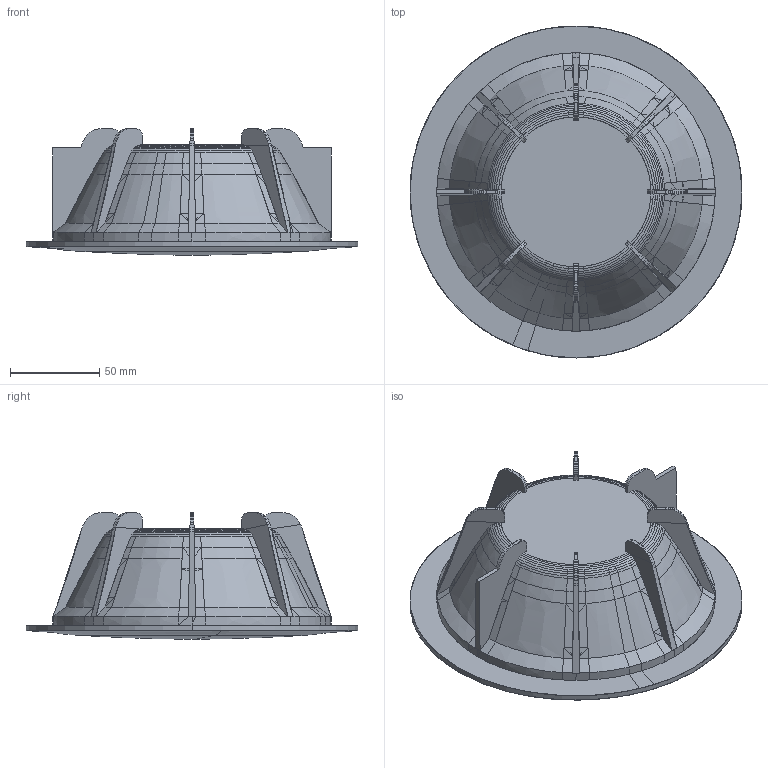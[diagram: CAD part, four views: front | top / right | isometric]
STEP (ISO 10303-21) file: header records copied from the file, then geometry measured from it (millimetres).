
FILE_DESCRIPTION (( 'STEP AP214' ), '1' );
FILE_NAME ('COLIBRI_DL_LED_15_19.STEP', '2018-07-04T08:22:51', ( '' ), ( '' ), 'SwSTEP 2.0', 'SolidWorks 2013', '' );
FILE_SCHEMA (( 'AUTOMOTIVE_DESIGN' ));
Length unit declared in the file: millimetre
Products named in the file (1): COLIBRI_DL_LED_15_19
Bounding box: 186 x 186 x 70.82 mm (x, y, z)
Surface area: 80202.4 mm2 (no closed solid volume)
Topology: 0 solids, 141 shells, 613 faces, 2835 edges, 2345 vertices
Faces by surface type: plane 441, bspline 170, cylinder 2
Entity records: 45582 total; most frequent: CARTESIAN_POINT 18427, DIRECTION 3484, ORIENTED_EDGE 3294, EDGE_CURVE 2819, LINE 2584, VECTOR 2584, VERTEX_POINT 2345, UNCERTAINTY_MEASURE_WITH_UNIT 615
